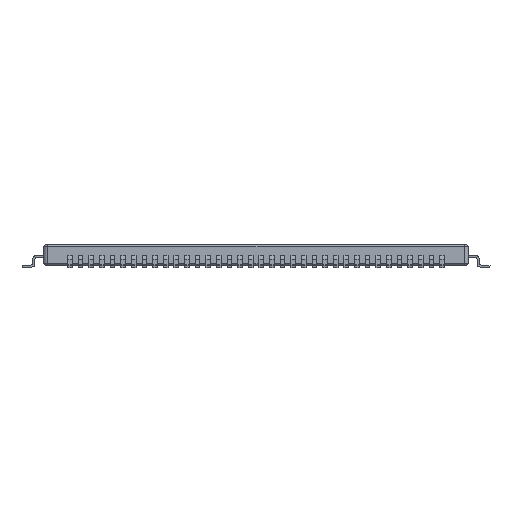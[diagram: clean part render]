
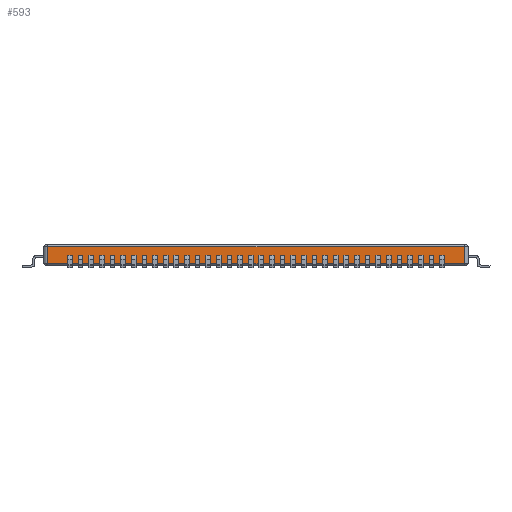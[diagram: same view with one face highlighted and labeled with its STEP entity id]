
A CAD part, left-side view. The second image highlights one B-rep face of the part: STEP entity #593.
In plain terms, the highlighted planar face has unit normal (-1, 0, 0).
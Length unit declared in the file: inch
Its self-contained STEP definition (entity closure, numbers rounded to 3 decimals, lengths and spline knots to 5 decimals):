
#66 = CYLINDRICAL_SURFACE('',#67,0.00787);
#67 = AXIS2_PLACEMENT_3D('',#68,#69,#70);
#68 = CARTESIAN_POINT('',(-0.38583,0.38583,
    0.00394));
#69 = DIRECTION('',(0.,0.,1.));
#70 = DIRECTION('',(0.,1.,0.));
#165 = VERTEX_POINT('',#166);
#166 = CARTESIAN_POINT('',(-0.3937,0.38583,
    0.00787));
#193 = EDGE_CURVE('',#165,#194,#196,.T.);
#194 = VERTEX_POINT('',#195);
#195 = CARTESIAN_POINT('',(-0.3937,0.38583,
    0.03937));
#196 = SURFACE_CURVE('',#197,(#201,#208),.PCURVE_S1.);
#197 = LINE('',#198,#199);
#198 = CARTESIAN_POINT('',(-0.3937,0.38583,
    0.00394));
#199 = VECTOR('',#200,0.03937);
#200 = DIRECTION('',(0.,0.,1.));
#201 = PCURVE('',#66,#202);
#202 = DEFINITIONAL_REPRESENTATION('',(#203),#207);
#203 = LINE('',#204,#205);
#204 = CARTESIAN_POINT('',(1.571,0.));
#205 = VECTOR('',#206,1.);
#206 = DIRECTION('',(0.,1.));
#207 = ( GEOMETRIC_REPRESENTATION_CONTEXT(2) 
PARAMETRIC_REPRESENTATION_CONTEXT() REPRESENTATION_CONTEXT('2D SPACE',''
  ) );
#208 = PCURVE('',#209,#214);
#209 = PLANE('',#210);
#210 = AXIS2_PLACEMENT_3D('',#211,#212,#213);
#211 = CARTESIAN_POINT('',(-0.3937,-0.3937,
    0.00394));
#212 = DIRECTION('',(-1.,0.,0.));
#213 = DIRECTION('',(0.,1.,0.));
#214 = DEFINITIONAL_REPRESENTATION('',(#215),#219);
#215 = LINE('',#216,#217);
#216 = CARTESIAN_POINT('',(0.78,0.));
#217 = VECTOR('',#218,1.);
#218 = DIRECTION('',(0.,-1.));
#219 = ( GEOMETRIC_REPRESENTATION_CONTEXT(2) 
PARAMETRIC_REPRESENTATION_CONTEXT() REPRESENTATION_CONTEXT('2D SPACE',''
  ) );
#498 = PLANE('',#499);
#499 = AXIS2_PLACEMENT_3D('',#500,#501,#502);
#500 = CARTESIAN_POINT('',(-0.39173,-0.38583,
    0.00591));
#501 = DIRECTION('',(0.707,0.,0.707));
#502 = DIRECTION('',(-0.,1.,0.));
#555 = PLANE('',#556);
#556 = AXIS2_PLACEMENT_3D('',#557,#558,#559);
#557 = CARTESIAN_POINT('',(-0.39173,-0.38583,
    0.04134));
#558 = DIRECTION('',(-0.707,0.,0.707));
#559 = DIRECTION('',(0.,1.,0.));
#593 = ADVANCED_FACE('',(#594),#209,.T.);
#594 = FACE_BOUND('',#595,.T.);
#595 = EDGE_LOOP('',(#596,#626,#647,#648));
#596 = ORIENTED_EDGE('',*,*,#597,.T.);
#597 = EDGE_CURVE('',#598,#600,#602,.T.);
#598 = VERTEX_POINT('',#599);
#599 = CARTESIAN_POINT('',(-0.3937,-0.38583,
    0.00787));
#600 = VERTEX_POINT('',#601);
#601 = CARTESIAN_POINT('',(-0.3937,-0.38583,
    0.03937));
#602 = SURFACE_CURVE('',#603,(#607,#614),.PCURVE_S1.);
#603 = LINE('',#604,#605);
#604 = CARTESIAN_POINT('',(-0.3937,-0.38583,
    0.00394));
#605 = VECTOR('',#606,0.03937);
#606 = DIRECTION('',(0.,0.,1.));
#607 = PCURVE('',#209,#608);
#608 = DEFINITIONAL_REPRESENTATION('',(#609),#613);
#609 = LINE('',#610,#611);
#610 = CARTESIAN_POINT('',(0.008,0.));
#611 = VECTOR('',#612,1.);
#612 = DIRECTION('',(0.,-1.));
#613 = ( GEOMETRIC_REPRESENTATION_CONTEXT(2) 
PARAMETRIC_REPRESENTATION_CONTEXT() REPRESENTATION_CONTEXT('2D SPACE',''
  ) );
#614 = PCURVE('',#615,#620);
#615 = CYLINDRICAL_SURFACE('',#616,0.00787);
#616 = AXIS2_PLACEMENT_3D('',#617,#618,#619);
#617 = CARTESIAN_POINT('',(-0.38583,-0.38583,
    0.00394));
#618 = DIRECTION('',(0.,0.,1.));
#619 = DIRECTION('',(-1.,0.,0.));
#620 = DEFINITIONAL_REPRESENTATION('',(#621),#625);
#621 = LINE('',#622,#623);
#622 = CARTESIAN_POINT('',(0.,0.));
#623 = VECTOR('',#624,1.);
#624 = DIRECTION('',(0.,1.));
#625 = ( GEOMETRIC_REPRESENTATION_CONTEXT(2) 
PARAMETRIC_REPRESENTATION_CONTEXT() REPRESENTATION_CONTEXT('2D SPACE',''
  ) );
#626 = ORIENTED_EDGE('',*,*,#627,.T.);
#627 = EDGE_CURVE('',#600,#194,#628,.T.);
#628 = SURFACE_CURVE('',#629,(#633,#640),.PCURVE_S1.);
#629 = LINE('',#630,#631);
#630 = CARTESIAN_POINT('',(-0.3937,-0.38583,
    0.03937));
#631 = VECTOR('',#632,0.03937);
#632 = DIRECTION('',(0.,1.,0.));
#633 = PCURVE('',#209,#634);
#634 = DEFINITIONAL_REPRESENTATION('',(#635),#639);
#635 = LINE('',#636,#637);
#636 = CARTESIAN_POINT('',(0.008,-0.035));
#637 = VECTOR('',#638,1.);
#638 = DIRECTION('',(1.,0.));
#639 = ( GEOMETRIC_REPRESENTATION_CONTEXT(2) 
PARAMETRIC_REPRESENTATION_CONTEXT() REPRESENTATION_CONTEXT('2D SPACE',''
  ) );
#640 = PCURVE('',#555,#641);
#641 = DEFINITIONAL_REPRESENTATION('',(#642),#646);
#642 = LINE('',#643,#644);
#643 = CARTESIAN_POINT('',(0.,0.003));
#644 = VECTOR('',#645,1.);
#645 = DIRECTION('',(1.,0.));
#646 = ( GEOMETRIC_REPRESENTATION_CONTEXT(2) 
PARAMETRIC_REPRESENTATION_CONTEXT() REPRESENTATION_CONTEXT('2D SPACE',''
  ) );
#647 = ORIENTED_EDGE('',*,*,#193,.F.);
#648 = ORIENTED_EDGE('',*,*,#649,.F.);
#649 = EDGE_CURVE('',#598,#165,#650,.T.);
#650 = SURFACE_CURVE('',#651,(#655,#662),.PCURVE_S1.);
#651 = LINE('',#652,#653);
#652 = CARTESIAN_POINT('',(-0.3937,-0.38583,
    0.00787));
#653 = VECTOR('',#654,0.03937);
#654 = DIRECTION('',(0.,1.,0.));
#655 = PCURVE('',#209,#656);
#656 = DEFINITIONAL_REPRESENTATION('',(#657),#661);
#657 = LINE('',#658,#659);
#658 = CARTESIAN_POINT('',(0.008,-0.004));
#659 = VECTOR('',#660,1.);
#660 = DIRECTION('',(1.,0.));
#661 = ( GEOMETRIC_REPRESENTATION_CONTEXT(2) 
PARAMETRIC_REPRESENTATION_CONTEXT() REPRESENTATION_CONTEXT('2D SPACE',''
  ) );
#662 = PCURVE('',#498,#663);
#663 = DEFINITIONAL_REPRESENTATION('',(#664),#668);
#664 = LINE('',#665,#666);
#665 = CARTESIAN_POINT('',(0.,0.003));
#666 = VECTOR('',#667,1.);
#667 = DIRECTION('',(1.,0.));
#668 = ( GEOMETRIC_REPRESENTATION_CONTEXT(2) 
PARAMETRIC_REPRESENTATION_CONTEXT() REPRESENTATION_CONTEXT('2D SPACE',''
  ) );
